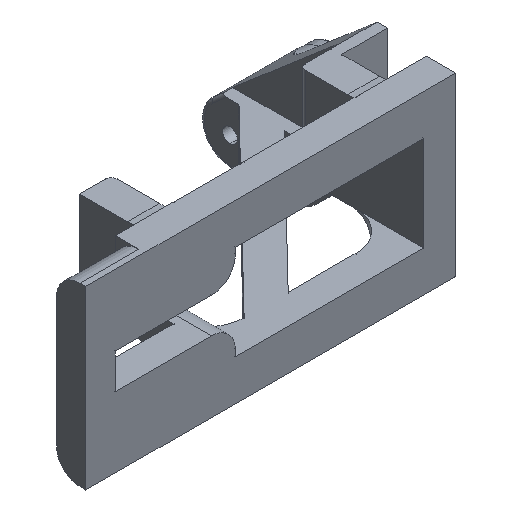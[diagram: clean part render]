
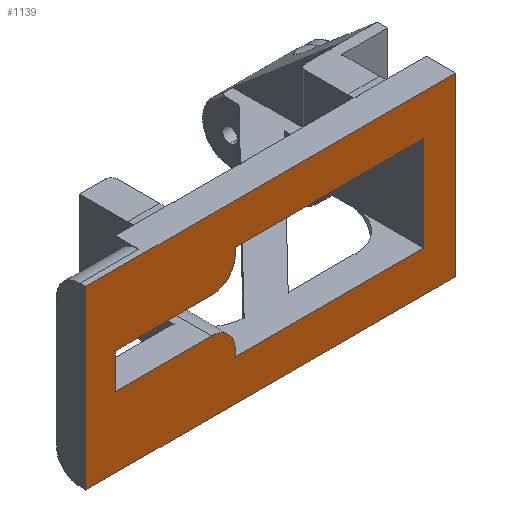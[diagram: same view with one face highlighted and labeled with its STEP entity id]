
A CAD part, isometric view. The second image highlights one B-rep face of the part: STEP entity #1139.
In plain terms, the highlighted planar face has unit normal (0, -1, 0).
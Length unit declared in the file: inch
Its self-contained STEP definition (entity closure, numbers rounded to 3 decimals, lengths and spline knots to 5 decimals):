
#3 = LINE ( 'NONE', #677, #3269 ) ;
#13 = DIRECTION ( 'NONE',  ( 0., 0., 1. ) ) ;
#38 = CARTESIAN_POINT ( 'NONE',  ( -1.77983, 0., -0.2791 ) ) ;
#239 = VERTEX_POINT ( 'NONE', #4403 ) ;
#252 = DIRECTION ( 'NONE',  ( 1., 0., 0. ) ) ;
#255 = CARTESIAN_POINT ( 'NONE',  ( -1.77983, 0., 0.0709 ) ) ;
#281 = CARTESIAN_POINT ( 'NONE',  ( -0.95817, 0., 0.0209 ) ) ;
#416 = CARTESIAN_POINT ( 'NONE',  ( -0.17508, 0., -0.2791 ) ) ;
#452 = VECTOR ( 'NONE', #2596, 39.37008 ) ;
#503 = AXIS2_PLACEMENT_3D ( 'NONE', #3036, #3380, #983 ) ;
#531 = EDGE_CURVE ( 'NONE', #4030, #2756, #1705, .T. ) ;
#661 = DIRECTION ( 'NONE',  ( 0., 0., -1. ) ) ;
#677 = CARTESIAN_POINT ( 'NONE',  ( -0.75817, 0., -0.53264 ) ) ;
#698 = CARTESIAN_POINT ( 'NONE',  ( -0.75817, 0., 0.27444 ) ) ;
#708 = VECTOR ( 'NONE', #661, 39.37008 ) ;
#755 = EDGE_CURVE ( 'NONE', #4178, #4030, #3182, .T. ) ;
#783 = EDGE_CURVE ( 'NONE', #3053, #4178, #2220, .T. ) ;
#809 = EDGE_CURVE ( 'NONE', #1755, #3286, #1911, .T. ) ;
#865 = ORIENTED_EDGE ( 'NONE', *, *, #2006, .T. ) ;
#867 = PLANE ( 'NONE',  #3167 ) ;
#890 = ORIENTED_EDGE ( 'NONE', *, *, #809, .T. ) ;
#895 = VECTOR ( 'NONE', #3865, 39.37008 ) ;
#927 = EDGE_CURVE ( 'NONE', #3286, #1749, #2385, .T. ) ;
#983 = DIRECTION ( 'NONE',  ( 0., 0., 1. ) ) ;
#1002 = VERTEX_POINT ( 'NONE', #4328 ) ;
#1017 = LINE ( 'NONE', #1553, #4258 ) ;
#1073 = ORIENTED_EDGE ( 'NONE', *, *, #755, .F. ) ;
#1139 = ADVANCED_FACE ( 'NONE', ( #3753, #1854 ), #867, .F. ) ;
#1150 = EDGE_CURVE ( 'NONE', #2807, #1663, #2184, .T. ) ;
#1232 = CARTESIAN_POINT ( 'NONE',  ( -0.75817, 0., -0.4791 ) ) ;
#1268 = EDGE_CURVE ( 'NONE', #2807, #1002, #2980, .T. ) ;
#1287 = DIRECTION ( 'NONE',  ( 1., 0., 0. ) ) ;
#1352 = DIRECTION ( 'NONE',  ( 0., -1., 0. ) ) ;
#1410 = LINE ( 'NONE', #255, #708 ) ;
#1430 = VERTEX_POINT ( 'NONE', #38 ) ;
#1459 = EDGE_CURVE ( 'NONE', #1749, #1430, #3718, .T. ) ;
#1553 = CARTESIAN_POINT ( 'NONE',  ( -2.02983, 0., -0.8791 ) ) ;
#1663 = VERTEX_POINT ( 'NONE', #2524 ) ;
#1699 = VECTOR ( 'NONE', #1993, 39.37008 ) ;
#1705 = LINE ( 'NONE', #3457, #2173 ) ;
#1721 = LINE ( 'NONE', #3376, #3883 ) ;
#1749 = VERTEX_POINT ( 'NONE', #3642 ) ;
#1755 = VERTEX_POINT ( 'NONE', #3277 ) ;
#1762 = ORIENTED_EDGE ( 'NONE', *, *, #927, .T. ) ;
#1767 = LINE ( 'NONE', #3504, #895 ) ;
#1787 = DIRECTION ( 'NONE',  ( -1., 0., 0. ) ) ;
#1854 = FACE_BOUND ( 'NONE', #3703, .T. ) ;
#1889 = DIRECTION ( 'NONE',  ( 0., 0., 1. ) ) ;
#1901 = DIRECTION ( 'NONE',  ( 0., 0., 1. ) ) ;
#1911 = LINE ( 'NONE', #4320, #1699 ) ;
#1993 = DIRECTION ( 'NONE',  ( 0., 0., 1. ) ) ;
#2006 = EDGE_CURVE ( 'NONE', #1002, #3556, #3, .T. ) ;
#2037 = CARTESIAN_POINT ( 'NONE',  ( -2.02983, 0., -0.8791 ) ) ;
#2073 = VECTOR ( 'NONE', #252, 39.37008 ) ;
#2084 = VECTOR ( 'NONE', #2938, 39.37008 ) ;
#2173 = VECTOR ( 'NONE', #3429, 39.37008 ) ;
#2184 = LINE ( 'NONE', #4319, #2084 ) ;
#2220 = LINE ( 'NONE', #2690, #3497 ) ;
#2288 = ORIENTED_EDGE ( 'NONE', *, *, #3354, .F. ) ;
#2327 = EDGE_CURVE ( 'NONE', #2756, #3053, #1017, .T. ) ;
#2364 = CARTESIAN_POINT ( 'NONE',  ( -0.95817, 0., 0.2209 ) ) ;
#2385 = CIRCLE ( 'NONE', #503, 0.2 ) ;
#2445 = ORIENTED_EDGE ( 'NONE', *, *, #2327, .F. ) ;
#2524 = CARTESIAN_POINT ( 'NONE',  ( -1.77983, 0., 0.0209 ) ) ;
#2596 = DIRECTION ( 'NONE',  ( 0., 0., -1. ) ) ;
#2606 = CARTESIAN_POINT ( 'NONE',  ( 1.11584, 0., -0.8791 ) ) ;
#2690 = CARTESIAN_POINT ( 'NONE',  ( -1.02983, 0., 0.6209 ) ) ;
#2714 = VECTOR ( 'NONE', #1787, 39.37008 ) ;
#2756 = VERTEX_POINT ( 'NONE', #2037 ) ;
#2803 = EDGE_CURVE ( 'NONE', #3370, #239, #1721, .T. ) ;
#2807 = VERTEX_POINT ( 'NONE', #281 ) ;
#2839 = ORIENTED_EDGE ( 'NONE', *, *, #2803, .T. ) ;
#2938 = DIRECTION ( 'NONE',  ( -1., 0., 0. ) ) ;
#2952 = CARTESIAN_POINT ( 'NONE',  ( 0., 0., 0. ) ) ;
#2957 = ORIENTED_EDGE ( 'NONE', *, *, #1268, .T. ) ;
#2980 = CIRCLE ( 'NONE', #3783, 0.2 ) ;
#3036 = CARTESIAN_POINT ( 'NONE',  ( -0.95817, 0., -0.4791 ) ) ;
#3053 = VERTEX_POINT ( 'NONE', #4134 ) ;
#3167 = AXIS2_PLACEMENT_3D ( 'NONE', #2952, #3315, #1901 ) ;
#3182 = LINE ( 'NONE', #2606, #452 ) ;
#3269 = VECTOR ( 'NONE', #13, 39.37008 ) ;
#3277 = CARTESIAN_POINT ( 'NONE',  ( -0.75817, 0., -0.53264 ) ) ;
#3286 = VERTEX_POINT ( 'NONE', #1232 ) ;
#3315 = DIRECTION ( 'NONE',  ( 0., 1., 0. ) ) ;
#3325 = EDGE_LOOP ( 'NONE', ( #3624, #2445, #4165, #1073 ) ) ;
#3354 = EDGE_CURVE ( 'NONE', #1663, #1430, #1410, .T. ) ;
#3370 = VERTEX_POINT ( 'NONE', #3387 ) ;
#3376 = CARTESIAN_POINT ( 'NONE',  ( 0.84419, 0., -0.53264 ) ) ;
#3380 = DIRECTION ( 'NONE',  ( 0., -1., 0. ) ) ;
#3387 = CARTESIAN_POINT ( 'NONE',  ( 0.84419, 0., 0.27444 ) ) ;
#3429 = DIRECTION ( 'NONE',  ( -1., 0., 0. ) ) ;
#3450 = ORIENTED_EDGE ( 'NONE', *, *, #4353, .T. ) ;
#3457 = CARTESIAN_POINT ( 'NONE',  ( -1.02983, 0., -0.8791 ) ) ;
#3497 = VECTOR ( 'NONE', #1287, 39.37008 ) ;
#3504 = CARTESIAN_POINT ( 'NONE',  ( -0.75817, 0., -0.53264 ) ) ;
#3556 = VERTEX_POINT ( 'NONE', #698 ) ;
#3624 = ORIENTED_EDGE ( 'NONE', *, *, #783, .F. ) ;
#3637 = ORIENTED_EDGE ( 'NONE', *, *, #1150, .F. ) ;
#3642 = CARTESIAN_POINT ( 'NONE',  ( -0.95817, 0., -0.2791 ) ) ;
#3664 = LINE ( 'NONE', #3958, #2073 ) ;
#3693 = DIRECTION ( 'NONE',  ( 0., 0., -1. ) ) ;
#3703 = EDGE_LOOP ( 'NONE', ( #2288, #3637, #2957, #865, #3450, #2839, #4190, #890, #1762, #4111 ) ) ;
#3718 = LINE ( 'NONE', #416, #2714 ) ;
#3753 = FACE_OUTER_BOUND ( 'NONE', #3325, .T. ) ;
#3783 = AXIS2_PLACEMENT_3D ( 'NONE', #2364, #1352, #4037 ) ;
#3784 = CARTESIAN_POINT ( 'NONE',  ( 1.11584, 0., -0.8791 ) ) ;
#3865 = DIRECTION ( 'NONE',  ( -1., 0., 0. ) ) ;
#3883 = VECTOR ( 'NONE', #3693, 39.37008 ) ;
#3958 = CARTESIAN_POINT ( 'NONE',  ( -0.75817, 0., 0.27444 ) ) ;
#4030 = VERTEX_POINT ( 'NONE', #3784 ) ;
#4037 = DIRECTION ( 'NONE',  ( 0., 0., 1. ) ) ;
#4111 = ORIENTED_EDGE ( 'NONE', *, *, #1459, .T. ) ;
#4114 = EDGE_CURVE ( 'NONE', #239, #1755, #1767, .T. ) ;
#4134 = CARTESIAN_POINT ( 'NONE',  ( -2.02983, 0., 0.6209 ) ) ;
#4165 = ORIENTED_EDGE ( 'NONE', *, *, #531, .F. ) ;
#4178 = VERTEX_POINT ( 'NONE', #4253 ) ;
#4190 = ORIENTED_EDGE ( 'NONE', *, *, #4114, .T. ) ;
#4253 = CARTESIAN_POINT ( 'NONE',  ( 1.11584, 0., 0.6209 ) ) ;
#4258 = VECTOR ( 'NONE', #1889, 39.37008 ) ;
#4319 = CARTESIAN_POINT ( 'NONE',  ( -0.17508, 0., 0.0209 ) ) ;
#4320 = CARTESIAN_POINT ( 'NONE',  ( -0.75817, 0., -0.53264 ) ) ;
#4328 = CARTESIAN_POINT ( 'NONE',  ( -0.75817, 0., 0.2209 ) ) ;
#4353 = EDGE_CURVE ( 'NONE', #3556, #3370, #3664, .T. ) ;
#4403 = CARTESIAN_POINT ( 'NONE',  ( 0.84419, 0., -0.53264 ) ) ;
